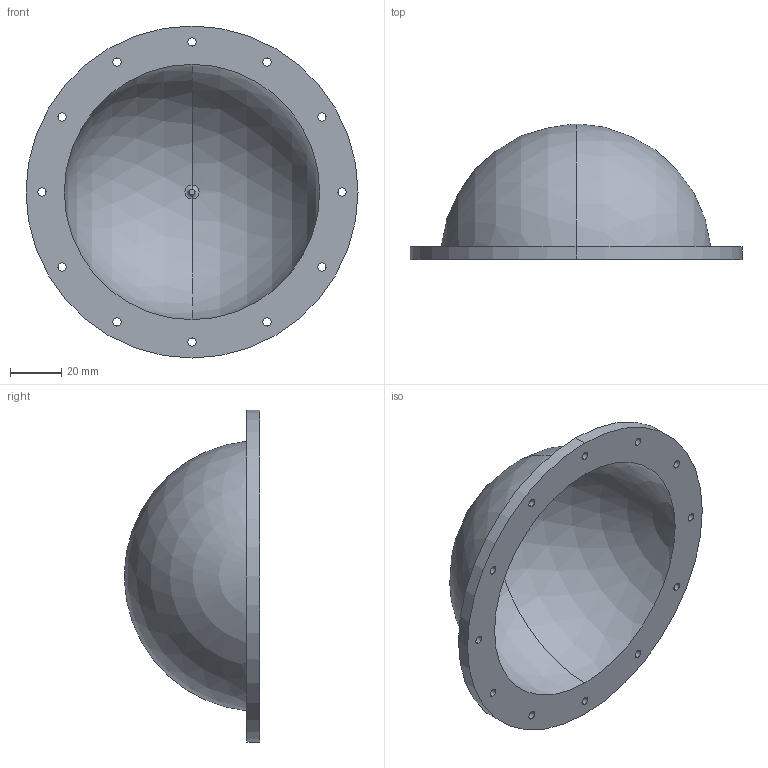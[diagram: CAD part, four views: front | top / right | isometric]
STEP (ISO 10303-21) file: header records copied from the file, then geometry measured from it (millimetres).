
FILE_DESCRIPTION (( 'STEP AP214' ), '1' );
FILE_NAME ('ExternalMold.STEP', '2021-10-28T01:26:59', ( '' ), ( '' ), 'SwSTEP 2.0', 'SolidWorks 2021', '' );
FILE_SCHEMA (( 'AUTOMOTIVE_DESIGN' ));
Length unit declared in the file: millimetre
Products named in the file (1): ExternalMold
Bounding box: 130 x 53 x 130 mm (x, y, z)
Volume: 71360.8 mm3; surface area: 44339.7 mm2
Topology: 1 solids, 1 shells, 76 faces, 178 edges, 116 vertices
Faces by surface type: cylinder 52, plane 16, torus 4, sphere 4
Entity records: 2294 total; most frequent: DIRECTION 450, CARTESIAN_POINT 365, ORIENTED_EDGE 348, AXIS2_PLACEMENT_3D 199, EDGE_CURVE 174, CIRCLE 122, EDGE_LOOP 114, VERTEX_POINT 114
